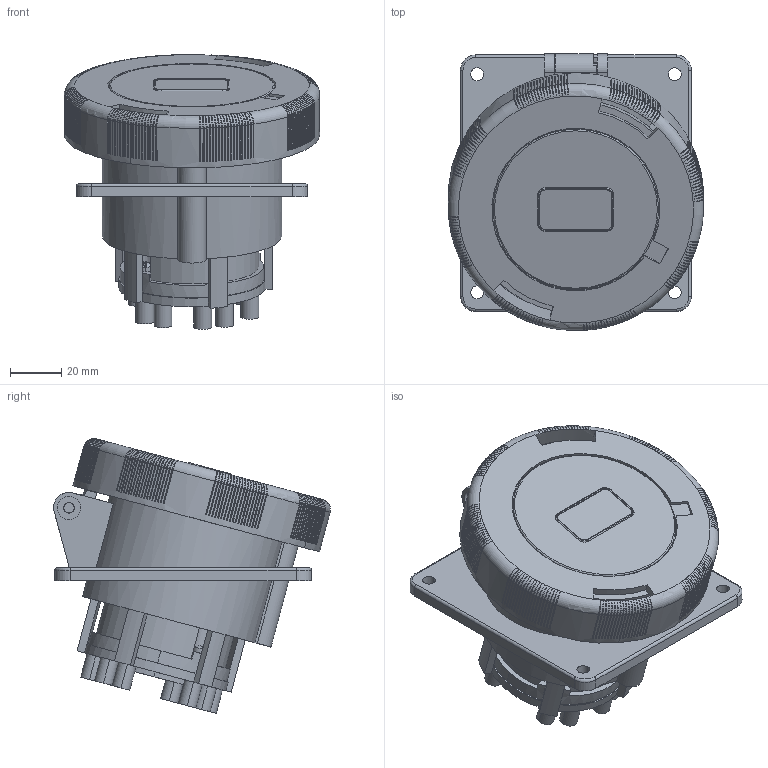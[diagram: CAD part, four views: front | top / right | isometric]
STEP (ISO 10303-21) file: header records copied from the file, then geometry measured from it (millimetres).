
FILE_DESCRIPTION(('Creo Elements/Direct Modeling STEP Export'),'2;1');
FILE_NAME('0ln7uvk4ap7nuuq1500','2017-05-18T15:31:56',(''),(''),'PTC Creo Elements/Direct Modeling STEP processor for AP214 (Solid Model)','PTC Creo Elements/Direct Modeling 19.0E 27-Jun-2016 (C) Parametric Technology GmbH','');
FILE_SCHEMA(('AUTOMOTIVE_DESIGN { 1 0 10303 214 1 1 1 1 }'));
Products named in the file (2): PEW_3275_PI
Assembly tree (1 placements, depth 2):
  PEW_3275_PI
    PEW_3275_PI
Bounding box: 99.42 x 107.84 x 107.06 mm (x, y, z)
Volume: 269782.6 mm3; surface area: 105068.7 mm2
Topology: 1 solids, 1 shells, 1440 faces, 3874 edges, 2162 vertices
Faces by surface type: plane 642, torus 474, cylinder 307, bspline 14, cone 3
Entity records: 84401 total; most frequent: CARTESIAN_POINT 39406, ORIENTED_EDGE 7140, DIRECTION 7038, EDGE_CURVE 3570, AXIS2_PLACEMENT_3D 2820, VERTEX_POINT 2162, EDGE_LOOP 1494, FACE_OUTER_BOUND 1440
